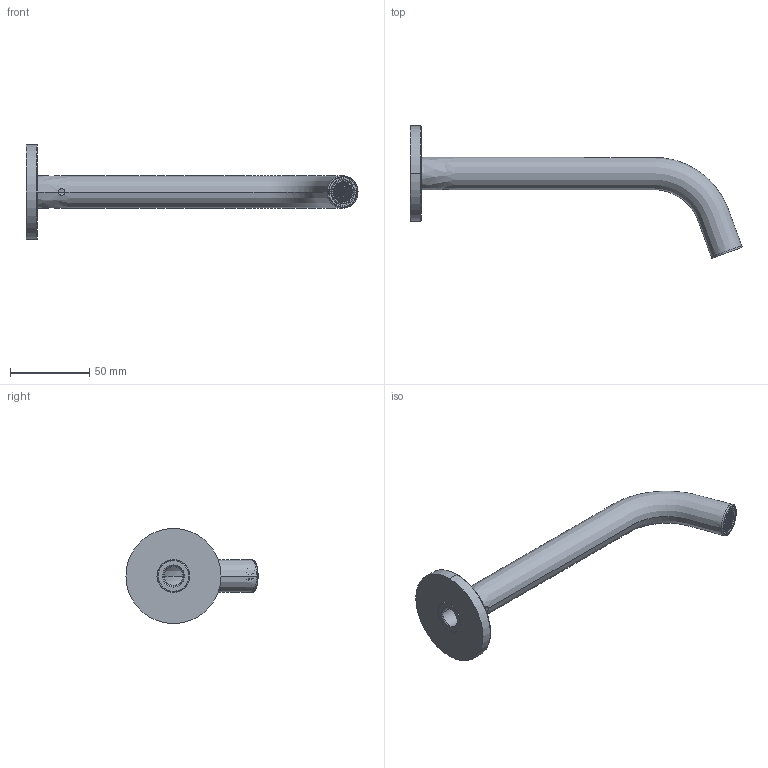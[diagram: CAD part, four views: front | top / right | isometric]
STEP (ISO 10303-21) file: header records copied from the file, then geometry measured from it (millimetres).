
FILE_DESCRIPTION((''),'2;1');
FILE_NAME('C7001_ASM','2024-10-12T18:25:33',('PC'),(''),'CREO PARAMETRIC BY PTC INC, 2024063','CREO PARAMETRIC BY PTC INC, 2024063','');
FILE_SCHEMA(('CONFIG_CONTROL_DESIGN','SHAPE_APPEARANCE_LAYERS_GROUPS'));
Products named in the file (3): 20-200L; 976073; C7001_ASM
Assembly tree (2 placements, depth 2):
  C7001_ASM
    20-200L
    976073
Bounding box: 209.5 x 83.39 x 60 mm (x, y, z)
Volume: 51022.4 mm3; surface area: 38828.7 mm2
Topology: 3 solids, 3 shells, 1916 faces, 4690 edges, 3115 vertices
Faces by surface type: plane 1410, cylinder 468, bspline 19, torus 10, cone 9
Entity records: 79590 total; most frequent: CARTESIAN_POINT 20695, ORIENTED_EDGE 9376, DIRECTION 8602, EDGE_CURVE 4688, PRESENTATION_STYLE_ASSIGNMENT 4613, STYLED_ITEM 4607, CURVE_STYLE 4606, VECTOR 3550
